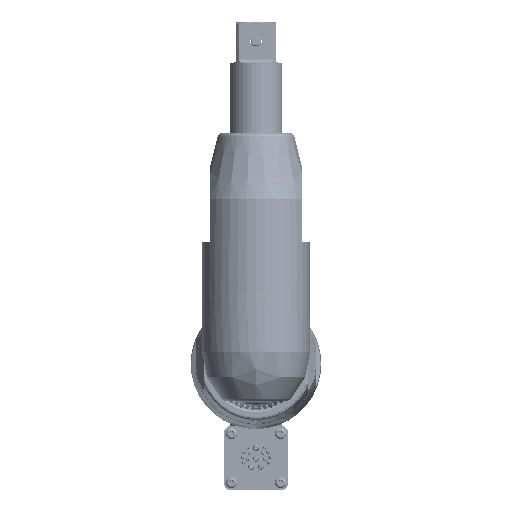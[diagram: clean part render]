
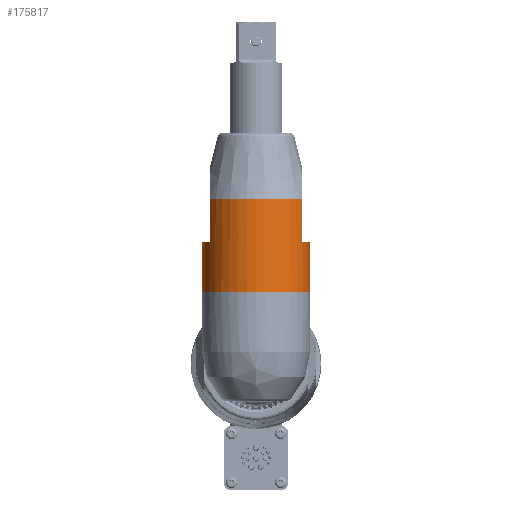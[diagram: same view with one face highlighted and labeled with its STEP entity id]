
A CAD part, left-side view. The second image highlights one B-rep face of the part: STEP entity #175817.
In plain terms, the highlighted cylindrical face has radius 26.162 mm (diameter 52.324 mm), a partial arc.
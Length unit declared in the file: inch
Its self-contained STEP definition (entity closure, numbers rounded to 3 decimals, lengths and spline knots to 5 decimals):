
#175411=DIRECTION('',(0.,0.,1.));
#175412=VECTOR('',#175411,0.801);
#175413=CARTESIAN_POINT('',(-18.78185,-0.8675,2.3505));
#175414=LINE('',#175413,#175412);
#175415=CARTESIAN_POINT('',(-18.78185,-0.8675,3.1515));
#175476=CARTESIAN_POINT('',(-18.23445,0.005,2.3205));
#175477=DIRECTION('',(0.,0.,1.));
#175478=DIRECTION('',(-0.482,-0.876,0.));
#175479=AXIS2_PLACEMENT_3D('',#175476,#175477,#175478);
#175481=DIRECTION('',(0.,0.,-1.));
#175482=VECTOR('',#175481,0.947);
#175483=CARTESIAN_POINT('',(-18.23445,-1.025,2.3205));
#175484=LINE('',#175483,#175482);
#175485=CARTESIAN_POINT('',(-18.23445,0.005,1.3735));
#175486=DIRECTION('',(0.,0.,-1.));
#175487=DIRECTION('',(0.,-1.,0.));
#175488=AXIS2_PLACEMENT_3D('',#175485,#175486,#175487);
#175490=DIRECTION('',(0.,0.,-1.));
#175491=VECTOR('',#175490,0.947);
#175492=CARTESIAN_POINT('',(-18.23445,1.035,2.3205));
#175493=LINE('',#175492,#175491);
#175494=CARTESIAN_POINT('',(-18.78185,0.8775,2.3505));
#175495=CARTESIAN_POINT('',(-18.78185,0.8775,2.34763));
#175496=CARTESIAN_POINT('',(-18.78055,0.87831,
2.34234));
#175497=CARTESIAN_POINT('',(-18.77614,0.88106,
2.33578));
#175498=CARTESIAN_POINT('',(-18.76981,0.88495,
2.33038));
#175499=CARTESIAN_POINT('',(-18.7623,0.88948,
2.32626));
#175500=CARTESIAN_POINT('',(-18.75323,0.89484,
2.32306));
#175501=CARTESIAN_POINT('',(-18.74273,0.90088,
2.321));
#175502=CARTESIAN_POINT('',(-18.73494,0.90524,2.3205));
#175503=CARTESIAN_POINT('',(-18.73083,0.9075,2.3205));
#175505=CARTESIAN_POINT('',(-18.23445,0.005,3.1515));
#175506=DIRECTION('',(0.,0.,-1.));
#175507=DIRECTION('',(-0.531,-0.847,0.));
#175508=AXIS2_PLACEMENT_3D('',#175505,#175506,#175507);
#175510=CARTESIAN_POINT('',(-18.73083,-0.8975,2.3205));
#175511=CARTESIAN_POINT('',(-18.73494,-0.89524,2.3205));
#175512=CARTESIAN_POINT('',(-18.74273,-0.89088,
2.321));
#175513=CARTESIAN_POINT('',(-18.75323,-0.88484,
2.32306));
#175514=CARTESIAN_POINT('',(-18.7623,-0.87948,
2.32626));
#175515=CARTESIAN_POINT('',(-18.76981,-0.87495,
2.33038));
#175516=CARTESIAN_POINT('',(-18.77614,-0.87106,
2.33578));
#175517=CARTESIAN_POINT('',(-18.78055,-0.86831,
2.34234));
#175518=CARTESIAN_POINT('',(-18.78185,-0.8675,2.34763));
#175519=CARTESIAN_POINT('',(-18.78185,-0.8675,2.3505));
#175526=CARTESIAN_POINT('',(-18.23445,0.005,2.3205));
#175527=DIRECTION('',(0.,0.,1.));
#175528=DIRECTION('',(0.,1.,0.));
#175529=AXIS2_PLACEMENT_3D('',#175526,#175527,#175528);
#175561=CARTESIAN_POINT('',(-18.78185,0.8775,3.1515));
#175563=DIRECTION('',(0.,0.,1.));
#175564=VECTOR('',#175563,0.801);
#175565=CARTESIAN_POINT('',(-18.78185,0.8775,2.3505));
#175566=LINE('',#175565,#175564);
#175628=CARTESIAN_POINT('',(-18.23445,-1.025,1.3735));
#175629=CARTESIAN_POINT('',(-18.23445,1.035,1.3735));
#175630=VERTEX_POINT('',#175628);
#175631=VERTEX_POINT('',#175629);
#175635=CARTESIAN_POINT('',(-18.23445,1.035,2.3205));
#175637=VERTEX_POINT('',#175635);
#175639=CARTESIAN_POINT('',(-18.73083,0.9075,2.3205));
#175640=VERTEX_POINT('',#175639);
#175641=CARTESIAN_POINT('',(-18.78185,0.8775,2.3505));
#175642=VERTEX_POINT('',#175641);
#175643=VERTEX_POINT('',#175561);
#175646=CARTESIAN_POINT('',(-18.23445,-1.025,2.3205));
#175648=VERTEX_POINT('',#175646);
#175651=VERTEX_POINT('',#175415);
#175652=CARTESIAN_POINT('',(-18.73083,-0.8975,2.3205));
#175653=VERTEX_POINT('',#175652);
#175654=VERTEX_POINT('',#175519);
#175794=CARTESIAN_POINT('',(-18.23445,0.005,0.74595));
#175795=DIRECTION('',(0.,0.,1.));
#175796=DIRECTION('',(0.,1.,0.));
#175797=AXIS2_PLACEMENT_3D('',#175794,#175795,#175796);
#175798=CYLINDRICAL_SURFACE('',#175797,1.03);
#175799=ORIENTED_EDGE('',*,*,#175787,.T.);
#175800=ORIENTED_EDGE('',*,*,#175776,.T.);
#175802=ORIENTED_EDGE('',*,*,#175801,.T.);
#175803=ORIENTED_EDGE('',*,*,#175772,.F.);
#175805=ORIENTED_EDGE('',*,*,#175804,.T.);
#175807=ORIENTED_EDGE('',*,*,#175806,.F.);
#175809=ORIENTED_EDGE('',*,*,#175808,.T.);
#175811=ORIENTED_EDGE('',*,*,#175810,.F.);
#175812=ORIENTED_EDGE('',*,*,#175742,.F.);
#175814=ORIENTED_EDGE('',*,*,#175813,.F.);
#175815=EDGE_LOOP('',(#175799,#175800,#175802,#175803,#175805,#175807,#175809,
#175811,#175812,#175814));
#175816=FACE_OUTER_BOUND('',#175815,.F.);
#175817=ADVANCED_FACE('',(#175816),#175798,.T.);
#175480=CIRCLE('',#175479,1.03);
#175489=CIRCLE('',#175488,1.03);
#175504=B_SPLINE_CURVE_WITH_KNOTS('',3,(#175494,#175495,#175496,#175497,#175498,
#175499,#175500,#175501,#175502,#175503),.UNSPECIFIED.,.F.,.F.,(4,1,1,1,1,1,1,
4),(0.,0.14286,0.28571,0.42857,
0.57143,0.71429,0.85714,1.),.UNSPECIFIED.);
#175509=CIRCLE('',#175508,1.03);
#175520=B_SPLINE_CURVE_WITH_KNOTS('',3,(#175510,#175511,#175512,#175513,#175514,
#175515,#175516,#175517,#175518,#175519),.UNSPECIFIED.,.F.,.F.,(4,1,1,1,1,1,1,
4),(0.,0.14286,0.28571,0.42857,
0.57143,0.71429,0.85714,1.),.UNSPECIFIED.);
#175530=CIRCLE('',#175529,1.03);
#175742=EDGE_CURVE('',#175654,#175651,#175414,.T.);
#175772=EDGE_CURVE('',#175637,#175631,#175493,.T.);
#175776=EDGE_CURVE('',#175648,#175630,#175484,.T.);
#175787=EDGE_CURVE('',#175653,#175648,#175480,.T.);
#175801=EDGE_CURVE('',#175630,#175631,#175489,.T.);
#175804=EDGE_CURVE('',#175637,#175640,#175530,.T.);
#175806=EDGE_CURVE('',#175642,#175640,#175504,.T.);
#175808=EDGE_CURVE('',#175642,#175643,#175566,.T.);
#175810=EDGE_CURVE('',#175651,#175643,#175509,.T.);
#175813=EDGE_CURVE('',#175653,#175654,#175520,.T.);
